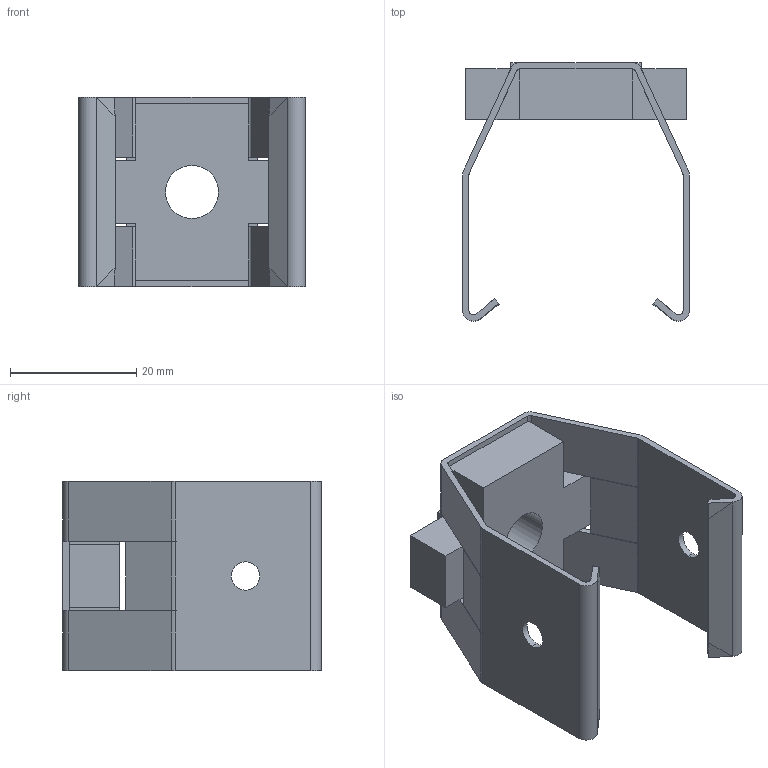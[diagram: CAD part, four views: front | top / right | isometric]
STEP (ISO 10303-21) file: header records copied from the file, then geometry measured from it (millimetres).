
FILE_DESCRIPTION((''),'2;1');
FILE_NAME('9_040_001_ASM','2010-11-10T',('mmeiser'),('NET'),'PRO/ENGINEER BY PARAMETRIC TECHNOLOGY CORPORATION, 2010230','PRO/ENGINEER BY PARAMETRIC TECHNOLOGY CORPORATION, 2010230','');
FILE_SCHEMA(('AUTOMOTIVE_DESIGN_CC2 { 1 2 10303 214 -1 1 5 2 }'));
Length unit declared in the file: millimetre
Products named in the file (4): PR970_004_00; PR980_128_00; PR900_091_00_ASM; 9_040_001_ASM
Assembly tree (3 placements, depth 3):
  9_040_001_ASM
    PR900_091_00_ASM
      PR970_004_00
      PR980_128_00
Bounding box: 36 x 41 x 30 mm (x, y, z)
Volume: 7993 mm3; surface area: 9047.2 mm2
Topology: 2 solids, 2 shells, 100 faces, 291 edges, 187 vertices
Faces by surface type: plane 64, cylinder 32, cone 4
Entity records: 3469 total; most frequent: CARTESIAN_POINT 583, ORIENTED_EDGE 574, DIRECTION 573, EDGE_CURVE 287, VECTOR 219, LINE 219, VERTEX_POINT 187, AXIS2_PLACEMENT_3D 177
